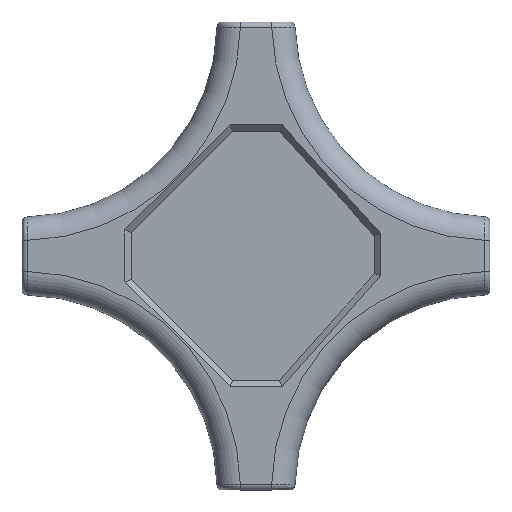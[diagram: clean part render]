
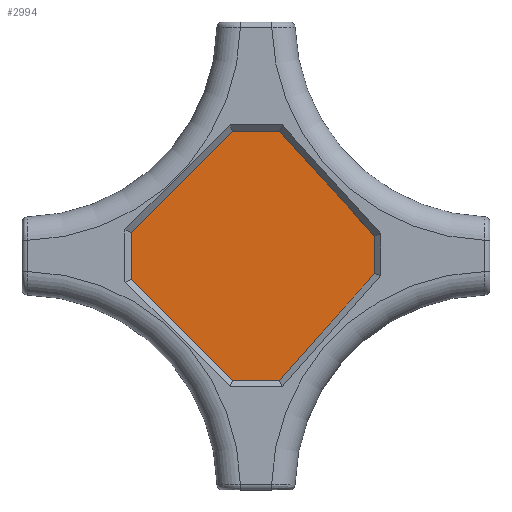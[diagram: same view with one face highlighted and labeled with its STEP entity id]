
A CAD part, top view. The second image highlights one B-rep face of the part: STEP entity #2994.
In plain terms, the highlighted planar face has unit normal (0, 0, 1).
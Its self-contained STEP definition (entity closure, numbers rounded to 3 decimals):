
#1775 = VERTEX_POINT('',#1776);
#1776 = CARTESIAN_POINT('',(-40.,7.5,3.));
#1782 = EDGE_CURVE('',#1775,#1783,#1785,.T.);
#1783 = VERTEX_POINT('',#1784);
#1784 = CARTESIAN_POINT('',(-7.5,40.,3.));
#1785 = LINE('',#1786,#1787);
#1786 = CARTESIAN_POINT('',(-40.,7.5,3.));
#1787 = VECTOR('',#1788,1.);
#1788 = DIRECTION('',(0.707,0.707,0.));
#1817 = VERTEX_POINT('',#1818);
#1818 = CARTESIAN_POINT('',(7.5,40.,3.));
#1824 = EDGE_CURVE('',#1817,#1825,#1827,.T.);
#1825 = VERTEX_POINT('',#1826);
#1826 = CARTESIAN_POINT('',(38.031,6.36,3.));
#1827 = LINE('',#1828,#1829);
#1828 = CARTESIAN_POINT('',(7.5,40.,3.));
#1829 = VECTOR('',#1830,1.);
#1830 = DIRECTION('',(0.672,-0.741,0.));
#1907 = VERTEX_POINT('',#1908);
#1908 = CARTESIAN_POINT('',(-40.,-7.5,3.));
#1914 = EDGE_CURVE('',#1907,#1915,#1917,.T.);
#1915 = VERTEX_POINT('',#1916);
#1916 = CARTESIAN_POINT('',(-7.5,-40.,3.));
#1917 = LINE('',#1918,#1919);
#1918 = CARTESIAN_POINT('',(-40.,-7.5,3.));
#1919 = VECTOR('',#1920,1.);
#1920 = DIRECTION('',(0.707,-0.707,0.));
#1974 = VERTEX_POINT('',#1975);
#1975 = CARTESIAN_POINT('',(38.031,-5.565,3.));
#1981 = EDGE_CURVE('',#1974,#1982,#1984,.T.);
#1982 = VERTEX_POINT('',#1983);
#1983 = CARTESIAN_POINT('',(7.5,-40.,3.));
#1984 = LINE('',#1985,#1986);
#1985 = CARTESIAN_POINT('',(38.031,-5.565,3.));
#1986 = VECTOR('',#1987,1.);
#1987 = DIRECTION('',(-0.663,-0.748,0.));
#2983 = EDGE_CURVE('',#1775,#1907,#2984,.T.);
#2984 = LINE('',#2985,#2986);
#2985 = CARTESIAN_POINT('',(-40.,7.5,3.));
#2986 = VECTOR('',#2987,1.);
#2987 = DIRECTION('',(0.,-1.,0.));
#2994 = ADVANCED_FACE('',(#2995),#3020,.T.);
#2995 = FACE_BOUND('',#2996,.T.);
#2996 = EDGE_LOOP('',(#2997,#2998,#2999,#3000,#3006,#3007,#3013,#3014));
#2997 = ORIENTED_EDGE('',*,*,#1782,.F.);
#2998 = ORIENTED_EDGE('',*,*,#2983,.T.);
#2999 = ORIENTED_EDGE('',*,*,#1914,.T.);
#3000 = ORIENTED_EDGE('',*,*,#3001,.T.);
#3001 = EDGE_CURVE('',#1915,#1982,#3002,.T.);
#3002 = LINE('',#3003,#3004);
#3003 = CARTESIAN_POINT('',(-7.5,-40.,3.));
#3004 = VECTOR('',#3005,1.);
#3005 = DIRECTION('',(1.,0.,0.));
#3006 = ORIENTED_EDGE('',*,*,#1981,.F.);
#3007 = ORIENTED_EDGE('',*,*,#3008,.F.);
#3008 = EDGE_CURVE('',#1825,#1974,#3009,.T.);
#3009 = LINE('',#3010,#3011);
#3010 = CARTESIAN_POINT('',(38.031,6.36,3.));
#3011 = VECTOR('',#3012,1.);
#3012 = DIRECTION('',(0.,-1.,0.));
#3013 = ORIENTED_EDGE('',*,*,#1824,.F.);
#3014 = ORIENTED_EDGE('',*,*,#3015,.F.);
#3015 = EDGE_CURVE('',#1783,#1817,#3016,.T.);
#3016 = LINE('',#3017,#3018);
#3017 = CARTESIAN_POINT('',(-7.5,40.,3.));
#3018 = VECTOR('',#3019,1.);
#3019 = DIRECTION('',(1.,0.,0.));
#3020 = PLANE('',#3021);
#3021 = AXIS2_PLACEMENT_3D('',#3022,#3023,#3024);
#3022 = CARTESIAN_POINT('',(-1.031,0.039,3.));
#3023 = DIRECTION('',(0.,0.,1.));
#3024 = DIRECTION('',(1.,0.,0.));
